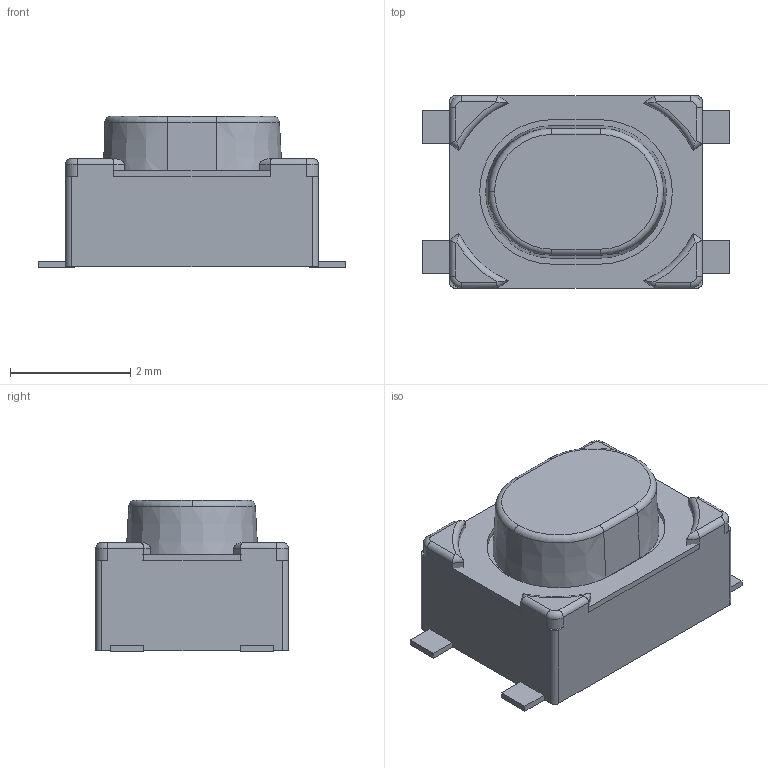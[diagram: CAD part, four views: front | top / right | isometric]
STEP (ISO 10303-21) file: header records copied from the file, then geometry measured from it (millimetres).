
FILE_DESCRIPTION(('FreeCAD Model'),'2;1');
FILE_NAME('Open CASCADE Shape Model','2025-07-21T16:27:37',(''),(''), 'Open CASCADE STEP processor 7.6','FreeCAD','Unknown');
FILE_SCHEMA(('AUTOMOTIVE_DESIGN { 1 0 10303 214 1 1 1 1 }'));
Length unit declared in the file: millimetre
Products named in the file (4): dmrz-SW1-KEY-SMD_4P-L4.2-W3.2-P2.20-LS5.1-TL; COMPOUND002; COMPOUND; COMPOUND001
Assembly tree (3 placements, depth 3):
  dmrz-SW1-KEY-SMD_4P-L4.2-W3.2-P2.20-LS5.1-TL
    COMPOUND002
      COMPOUND
      COMPOUND001
Bounding box: 5.1 x 3.2 x 2.51 mm (x, y, z)
Volume: 26.7 mm3; surface area: 75.7 mm2
Topology: 2 solids, 2 shells, 391 faces, 1052 edges, 692 vertices
Faces by surface type: plane 232, bspline 112, cylinder 33, torus 11, cone 3
Entity records: 29550 total; most frequent: CARTESIAN_POINT 8797, DIRECTION 3027, LINE 2327, VECTOR 2327, ORIENTED_EDGE 2104, PCURVE 2104, DEFINITIONAL_REPRESENTATION 2104, EDGE_CURVE 1052
